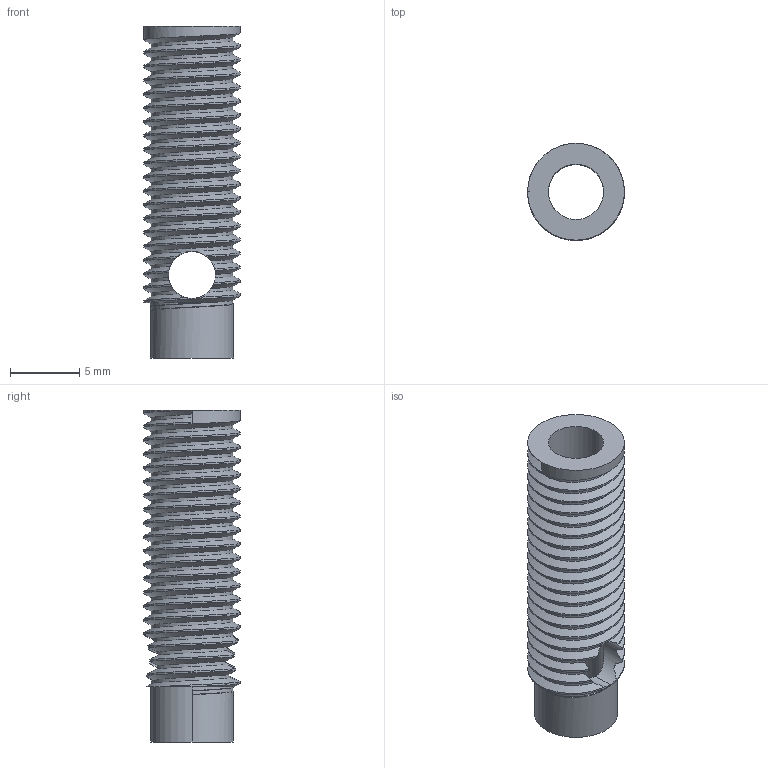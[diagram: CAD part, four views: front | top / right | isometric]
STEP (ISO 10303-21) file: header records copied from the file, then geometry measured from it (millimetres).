
FILE_DESCRIPTION (( 'STEP AP203' ), '1' );
FILE_NAME ('Âèíò ïàçîâûé Item T6.STEP', '2022-10-06T09:24:53', ( 'user' ), ( '' ), 'SwSTEP 2.0', 'SolidWorks 2022', '' );
FILE_SCHEMA (( 'CONFIG_CONTROL_DESIGN' ));
Length unit declared in the file: millimetre
Products named in the file (1): Винт пазовый Item T6
Bounding box: 7 x 7 x 24 mm (x, y, z)
Volume: 433.4 mm3; surface area: 1051.9 mm2
Topology: 1 solids, 1 shells, 81 faces, 237 edges, 156 vertices
Faces by surface type: cylinder 54, bspline 22, plane 5
Entity records: 18094 total; most frequent: CARTESIAN_POINT 16383, ORIENTED_EDGE 474, EDGE_CURVE 237, DIRECTION 197, VERTEX_POINT 156, EDGE_LOOP 85, ADVANCED_FACE 81, FACE_OUTER_BOUND 81
